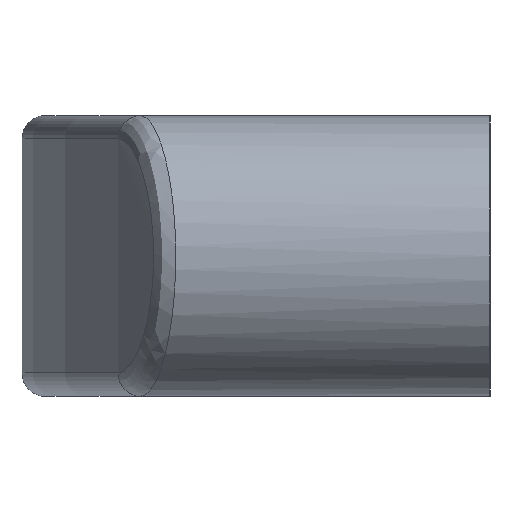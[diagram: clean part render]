
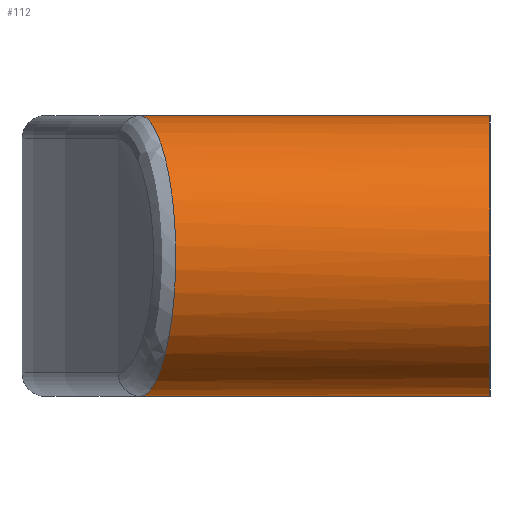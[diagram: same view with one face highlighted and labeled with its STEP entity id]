
A CAD part, left-side view. The second image highlights one B-rep face of the part: STEP entity #112.
In plain terms, the highlighted cylindrical face has radius 12 mm (diameter 24 mm), a partial arc.
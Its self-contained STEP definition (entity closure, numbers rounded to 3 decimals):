
#7 = CARTESIAN_POINT ( 'NONE',  ( -60., 26.5, 12. ) ) ;
#11 = CARTESIAN_POINT ( 'NONE',  ( -62.691, 29.235, -11.701 ) ) ;
#25 = DIRECTION ( 'NONE',  ( 0., -1., 0. ) ) ;
#47 = CARTESIAN_POINT ( 'NONE',  ( -70.743, 27.194, 5.362 ) ) ;
#59 = CARTESIAN_POINT ( 'NONE',  ( -65.266, 28.607, 10.79 ) ) ;
#70 = CARTESIAN_POINT ( 'NONE',  ( -70.353, 27.298, -6.08 ) ) ;
#80 = CARTESIAN_POINT ( 'NONE',  ( -69.498, 27.525, 7.376 ) ) ;
#90 = CARTESIAN_POINT ( 'NONE',  ( -71.903, 26.881, 1.572 ) ) ;
#91 = VERTEX_POINT ( 'NONE', #7 ) ;
#112 = ADVANCED_FACE ( 'NONE', ( #1702 ), #424, .T. ) ;
#117 = DIRECTION ( 'NONE',  ( 0., -1., 0. ) ) ;
#161 = VECTOR ( 'NONE', #946, 1000. ) ;
#228 = CARTESIAN_POINT ( 'NONE',  ( -67.238, 28.111, -9.579 ) ) ;
#252 = CARTESIAN_POINT ( 'NONE',  ( -60., 29.867, 12. ) ) ;
#253 = VERTEX_POINT ( 'NONE', #364 ) ;
#283 = DIRECTION ( 'NONE',  ( 0., 0., -1. ) ) ;
#306 = CARTESIAN_POINT ( 'NONE',  ( -60., 29.867, 12. ) ) ;
#363 = CARTESIAN_POINT ( 'NONE',  ( -72.02, 26.849, -0.017 ) ) ;
#364 = CARTESIAN_POINT ( 'NONE',  ( -60., 0., 12. ) ) ;
#368 = CARTESIAN_POINT ( 'NONE',  ( -63.067, 29.145, -11.608 ) ) ;
#375 = CARTESIAN_POINT ( 'NONE',  ( -70.905, 27.15, -5.024 ) ) ;
#393 = CARTESIAN_POINT ( 'NONE',  ( -67.265, 28.104, 9.583 ) ) ;
#399 = CARTESIAN_POINT ( 'NONE',  ( -60., 0., 0. ) ) ;
#404 = CARTESIAN_POINT ( 'NONE',  ( -71.365, 27.027, -3.933 ) ) ;
#423 = VECTOR ( 'NONE', #833, 1000. ) ;
#424 = CYLINDRICAL_SURFACE ( 'NONE', #1800, 12. ) ;
#438 = ORIENTED_EDGE ( 'NONE', *, *, #1309, .T. ) ;
#444 = CARTESIAN_POINT ( 'NONE',  ( -60., 27., 0. ) ) ;
#492 = LINE ( 'NONE', #1940, #423 ) ;
#501 = ORIENTED_EDGE ( 'NONE', *, *, #1359, .T. ) ;
#503 = CARTESIAN_POINT ( 'NONE',  ( -60., 27., -12. ) ) ;
#557 = CARTESIAN_POINT ( 'NONE',  ( -71.599, 26.963, -3.177 ) ) ;
#572 = LINE ( 'NONE', #602, #161 ) ;
#573 = CARTESIAN_POINT ( 'NONE',  ( -60., 26.5, -12. ) ) ;
#583 = DIRECTION ( 'NONE',  ( 0., 1., 0. ) ) ;
#602 = CARTESIAN_POINT ( 'NONE',  ( -60., 27., 12. ) ) ;
#610 = CIRCLE ( 'NONE', #1993, 12. ) ;
#683 = CARTESIAN_POINT ( 'NONE',  ( -71.899, 26.882, -1.602 ) ) ;
#697 = CARTESIAN_POINT ( 'NONE',  ( -71.981, 26.859, 0.778 ) ) ;
#707 = CARTESIAN_POINT ( 'NONE',  ( -65.265, 28.608, -10.811 ) ) ;
#715 = CARTESIAN_POINT ( 'NONE',  ( -70.364, 27.295, 6.061 ) ) ;
#725 = CARTESIAN_POINT ( 'NONE',  ( -60.784, 29.687, 12. ) ) ;
#735 = ORIENTED_EDGE ( 'NONE', *, *, #1859, .F. ) ;
#833 = DIRECTION ( 'NONE',  ( 0., -1., 0. ) ) ;
#846 = ORIENTED_EDGE ( 'NONE', *, *, #1531, .T. ) ;
#865 = CARTESIAN_POINT ( 'NONE',  ( -66.923, 28.191, -9.809 ) ) ;
#873 = CARTESIAN_POINT ( 'NONE',  ( -70.159, 27.349, 6.399 ) ) ;
#946 = DIRECTION ( 'NONE',  ( 0., -1., 0. ) ) ;
#973 = LINE ( 'NONE', #1244, #1796 ) ;
#996 = CARTESIAN_POINT ( 'NONE',  ( -71.979, 26.86, -0.81 ) ) ;
#1017 = CARTESIAN_POINT ( 'NONE',  ( -68.145, 27.878, -8.822 ) ) ;
#1104 = ORIENTED_EDGE ( 'NONE', *, *, #1250, .T. ) ;
#1138 = VERTEX_POINT ( 'NONE', #573 ) ;
#1142 = CARTESIAN_POINT ( 'NONE',  ( -61.554, 29.506, -11.924 ) ) ;
#1157 = CARTESIAN_POINT ( 'NONE',  ( -71.375, 27.024, 3.903 ) ) ;
#1169 = CARTESIAN_POINT ( 'NONE',  ( -63.089, 29.141, 11.621 ) ) ;
#1182 = CARTESIAN_POINT ( 'NONE',  ( -68.981, 27.661, -7.997 ) ) ;
#1200 = CARTESIAN_POINT ( 'NONE',  ( -70.733, 27.196, -5.381 ) ) ;
#1244 = CARTESIAN_POINT ( 'NONE',  ( -60., 40., -12. ) ) ;
#1250 = EDGE_CURVE ( 'NONE', #1630, #253, #610, .T. ) ;
#1256 = LINE ( 'NONE', #503, #1523 ) ;
#1265 = EDGE_CURVE ( 'NONE', #1783, #91, #492, .T. ) ;
#1309 = EDGE_CURVE ( 'NONE', #1138, #1630, #1256, .T. ) ;
#1329 = CARTESIAN_POINT ( 'NONE',  ( -71.839, 26.898, -2. ) ) ;
#1338 = CARTESIAN_POINT ( 'NONE',  ( -64.182, 28.875, -11.254 ) ) ;
#1358 = CARTESIAN_POINT ( 'NONE',  ( -61.568, 29.503, 11.922 ) ) ;
#1359 = EDGE_CURVE ( 'NONE', #1843, #1138, #973, .T. ) ;
#1363 = DIRECTION ( 'NONE',  ( 0., 0., 1. ) ) ;
#1476 = CARTESIAN_POINT ( 'NONE',  ( -64.909, 28.696, 10.957 ) ) ;
#1499 = CARTESIAN_POINT ( 'NONE',  ( -65.95, 28.437, -10.45 ) ) ;
#1509 = CARTESIAN_POINT ( 'NONE',  ( -68.997, 27.656, 7.98 ) ) ;
#1523 = VECTOR ( 'NONE', #1718, 1000. ) ;
#1531 = EDGE_CURVE ( 'NONE', #1783, #1843, #1572, .T. ) ;
#1572 = B_SPLINE_CURVE_WITH_KNOTS ( 'NONE', 3,
 ( #252, #725, #1358, #1169, #1801, #1476, #59, #2008, #1833, #393, #1649, #1509, #80, #873, #715, #47, #1996, #1157, #1986, #1963, #90, #697, #363, #996, #683, #1329, #557, #404, #375, #1200, #70, #1975, #1842, #1182, #1017, #1657, #228, #865, #1499, #707, #1338, #1782, #368, #11, #1142, #1643, #1653 ),
 .UNSPECIFIED., .F., .F.,
 ( 4, 2, 2, 2, 2, 2, 2, 2, 2, 2, 2, 1, 2, 2, 2, 2, 2, 2, 2, 2, 2, 2, 2, 4 ),
 ( 0., 0.002, 0.005, 0.006, 0.007, 0.01, 0.012, 0.013, 0.014, 0.017, 0.018, 0.019, 0.02, 0.022, 0.024, 0.025, 0.027, 0.029, 0.03, 0.031, 0.034, 0.035, 0.036, 0.039 ),
 .UNSPECIFIED. ) ;
#1630 = VERTEX_POINT ( 'NONE', #1816 ) ;
#1643 = CARTESIAN_POINT ( 'NONE',  ( -60.784, 29.687, -12. ) ) ;
#1649 = CARTESIAN_POINT ( 'NONE',  ( -67.871, 27.949, 9.092 ) ) ;
#1653 = CARTESIAN_POINT ( 'NONE',  ( -60., 29.867, -12. ) ) ;
#1657 = CARTESIAN_POINT ( 'NONE',  ( -67.85, 27.954, -9.085 ) ) ;
#1702 = FACE_OUTER_BOUND ( 'NONE', #1943, .T. ) ;
#1718 = DIRECTION ( 'NONE',  ( 0., -1., 0. ) ) ;
#1782 = CARTESIAN_POINT ( 'NONE',  ( -63.811, 28.965, -11.385 ) ) ;
#1783 = VERTEX_POINT ( 'NONE', #306 ) ;
#1796 = VECTOR ( 'NONE', #25, 1000. ) ;
#1800 = AXIS2_PLACEMENT_3D ( 'NONE', #444, #117, #283 ) ;
#1801 = CARTESIAN_POINT ( 'NONE',  ( -63.83, 28.961, 11.399 ) ) ;
#1808 = ORIENTED_EDGE ( 'NONE', *, *, #1265, .F. ) ;
#1816 = CARTESIAN_POINT ( 'NONE',  ( -60., 0., -12. ) ) ;
#1833 = CARTESIAN_POINT ( 'NONE',  ( -66.292, 28.351, 10.226 ) ) ;
#1842 = CARTESIAN_POINT ( 'NONE',  ( -69.482, 27.529, -7.397 ) ) ;
#1843 = VERTEX_POINT ( 'NONE', #2012 ) ;
#1859 = EDGE_CURVE ( 'NONE', #91, #253, #572, .T. ) ;
#1940 = CARTESIAN_POINT ( 'NONE',  ( -60., 40., 12. ) ) ;
#1943 = EDGE_LOOP ( 'NONE', ( #735, #1808, #846, #501, #438, #1104 ) ) ;
#1963 = CARTESIAN_POINT ( 'NONE',  ( -71.844, 26.897, 1.972 ) ) ;
#1975 = CARTESIAN_POINT ( 'NONE',  ( -70.146, 27.353, -6.42 ) ) ;
#1986 = CARTESIAN_POINT ( 'NONE',  ( -71.608, 26.961, 3.146 ) ) ;
#1993 = AXIS2_PLACEMENT_3D ( 'NONE', #399, #583, #1363 ) ;
#1996 = CARTESIAN_POINT ( 'NONE',  ( -70.916, 27.147, 5. ) ) ;
#2008 = CARTESIAN_POINT ( 'NONE',  ( -65.957, 28.435, 10.424 ) ) ;
#2012 = CARTESIAN_POINT ( 'NONE',  ( -60., 29.867, -12. ) ) ;
